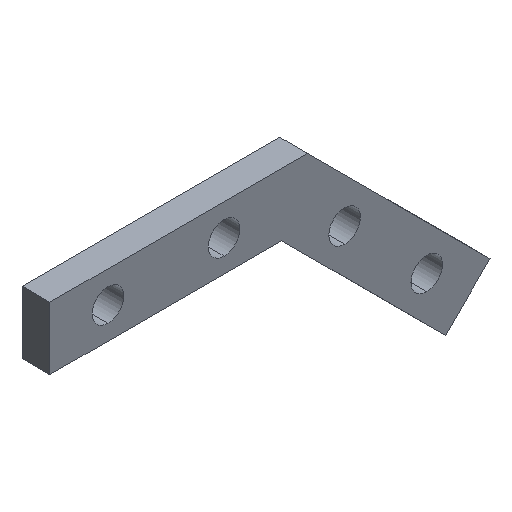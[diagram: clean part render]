
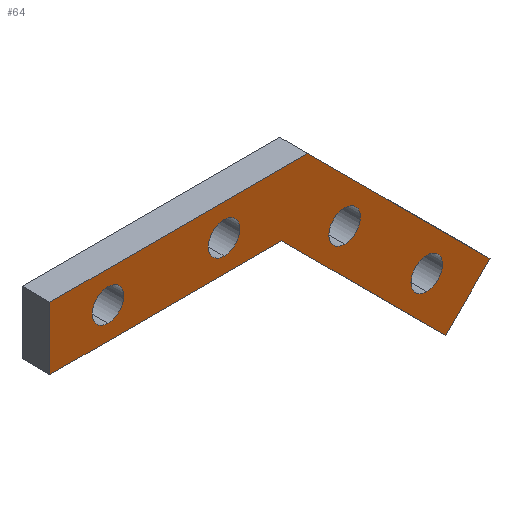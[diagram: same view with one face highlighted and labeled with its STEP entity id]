
A CAD part, isometric view. The second image highlights one B-rep face of the part: STEP entity #64.
In plain terms, the highlighted planar face has unit normal (0, -1, 0).
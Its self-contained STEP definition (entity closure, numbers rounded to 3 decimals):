
#9 = ORIENTED_EDGE ( 'NONE', *, *, #195, .T. ) ;
#10 = ORIENTED_EDGE ( 'NONE', *, *, #158, .F. ) ;
#12 = ORIENTED_EDGE ( 'NONE', *, *, #168, .F. ) ;
#14 = ORIENTED_EDGE ( 'NONE', *, *, #42, .F. ) ;
#19 = EDGE_CURVE ( 'NONE', #94, #96, #209, .T. ) ;
#20 = EDGE_LOOP ( 'NONE', ( #12, #14, #128, #10, #122, #127 ) ) ;
#23 = EDGE_CURVE ( 'NONE', #46, #156, #280, .T. ) ;
#27 = ORIENTED_EDGE ( 'NONE', *, *, #50, .T. ) ;
#33 = ORIENTED_EDGE ( 'NONE', *, *, #19, .T. ) ;
#42 = EDGE_CURVE ( 'NONE', #44, #140, #257, .T. ) ;
#44 = VERTEX_POINT ( 'NONE', #203 ) ;
#46 = VERTEX_POINT ( 'NONE', #202 ) ;
#47 = VERTEX_POINT ( 'NONE', #201 ) ;
#50 = EDGE_CURVE ( 'NONE', #156, #46, #214, .T. ) ;
#52 = EDGE_CURVE ( 'NONE', #57, #103, #255, .T. ) ;
#57 = VERTEX_POINT ( 'NONE', #271 ) ;
#61 = EDGE_CURVE ( 'NONE', #103, #57, #240, .T. ) ;
#63 = EDGE_LOOP ( 'NONE', ( #69, #27 ) ) ;
#64 = ADVANCED_FACE ( 'NONE', ( #267, #224, #220, #222, #311 ), #286, .F. ) ;
#65 = ORIENTED_EDGE ( 'NONE', *, *, #52, .T. ) ;
#66 = ORIENTED_EDGE ( 'NONE', *, *, #67, .T. ) ;
#67 = EDGE_CURVE ( 'NONE', #109, #100, #307, .T. ) ;
#68 = ORIENTED_EDGE ( 'NONE', *, *, #61, .T. ) ;
#69 = ORIENTED_EDGE ( 'NONE', *, *, #23, .T. ) ;
#70 = ORIENTED_EDGE ( 'NONE', *, *, #101, .T. ) ;
#74 = EDGE_LOOP ( 'NONE', ( #66, #70 ) ) ;
#80 = EDGE_LOOP ( 'NONE', ( #68, #65 ) ) ;
#92 = VERTEX_POINT ( 'NONE', #321 ) ;
#94 = VERTEX_POINT ( 'NONE', #353 ) ;
#96 = VERTEX_POINT ( 'NONE', #351 ) ;
#100 = VERTEX_POINT ( 'NONE', #338 ) ;
#101 = EDGE_CURVE ( 'NONE', #100, #109, #344, .T. ) ;
#103 = VERTEX_POINT ( 'NONE', #343 ) ;
#109 = VERTEX_POINT ( 'NONE', #377 ) ;
#120 = EDGE_LOOP ( 'NONE', ( #33, #9 ) ) ;
#122 = ORIENTED_EDGE ( 'NONE', *, *, #172, .F. ) ;
#127 = ORIENTED_EDGE ( 'NONE', *, *, #179, .F. ) ;
#128 = ORIENTED_EDGE ( 'NONE', *, *, #132, .F. ) ;
#132 = EDGE_CURVE ( 'NONE', #159, #44, #440, .T. ) ;
#140 = VERTEX_POINT ( 'NONE', #477 ) ;
#156 = VERTEX_POINT ( 'NONE', #439 ) ;
#158 = EDGE_CURVE ( 'NONE', #182, #159, #501, .T. ) ;
#159 = VERTEX_POINT ( 'NONE', #452 ) ;
#168 = EDGE_CURVE ( 'NONE', #140, #47, #426, .T. ) ;
#172 = EDGE_CURVE ( 'NONE', #92, #182, #510, .T. ) ;
#179 = EDGE_CURVE ( 'NONE', #47, #92, #401, .T. ) ;
#182 = VERTEX_POINT ( 'NONE', #409 ) ;
#195 = EDGE_CURVE ( 'NONE', #96, #94, #521, .T. ) ;
#199 = DIRECTION ( 'NONE',  ( 0., 1., 0. ) ) ;
#201 = CARTESIAN_POINT ( 'NONE',  ( 39.244, 0., -39.244 ) ) ;
#202 = CARTESIAN_POINT ( 'NONE',  ( 7.955, 0., -14.101 ) ) ;
#203 = CARTESIAN_POINT ( 'NONE',  ( -55.5, 0., 0. ) ) ;
#204 = DIRECTION ( 'NONE',  ( 1., 0., 0. ) ) ;
#205 = VECTOR ( 'NONE', #204, 1000. ) ;
#206 = CARTESIAN_POINT ( 'NONE',  ( 0., 0., 0. ) ) ;
#209 = CIRCLE ( 'NONE', #249, 3.4 ) ;
#214 = CIRCLE ( 'NONE', #288, 3.4 ) ;
#217 = DIRECTION ( 'NONE',  ( 0., 0., 1. ) ) ;
#218 = DIRECTION ( 'NONE',  ( 0., 1., 0. ) ) ;
#219 = CARTESIAN_POINT ( 'NONE',  ( -43., 0., -6.75 ) ) ;
#220 = FACE_BOUND ( 'NONE', #63, .T. ) ;
#221 = AXIS2_PLACEMENT_3D ( 'NONE', #310, #299, #298 ) ;
#222 = FACE_BOUND ( 'NONE', #120, .T. ) ;
#223 = AXIS2_PLACEMENT_3D ( 'NONE', #219, #218, #217 ) ;
#224 = FACE_BOUND ( 'NONE', #74, .T. ) ;
#230 = CARTESIAN_POINT ( 'NONE',  ( 7.955, 0., -17.501 ) ) ;
#237 = AXIS2_PLACEMENT_3D ( 'NONE', #305, #304, #303 ) ;
#240 = CIRCLE ( 'NONE', #223, 3.4 ) ;
#246 = DIRECTION ( 'NONE',  ( 0., 0., 1. ) ) ;
#247 = DIRECTION ( 'NONE',  ( 0., 1., 0. ) ) ;
#248 = CARTESIAN_POINT ( 'NONE',  ( 25.633, 0., -35.179 ) ) ;
#249 = AXIS2_PLACEMENT_3D ( 'NONE', #248, #247, #246 ) ;
#255 = CIRCLE ( 'NONE', #289, 3.4 ) ;
#257 = LINE ( 'NONE', #206, #205 ) ;
#267 = FACE_BOUND ( 'NONE', #80, .T. ) ;
#268 = DIRECTION ( 'NONE',  ( 0., 0., 1. ) ) ;
#269 = DIRECTION ( 'NONE',  ( 0., 1., 0. ) ) ;
#270 = CARTESIAN_POINT ( 'NONE',  ( -43., 0., -6.75 ) ) ;
#271 = CARTESIAN_POINT ( 'NONE',  ( -43., 0., -10.15 ) ) ;
#276 = DIRECTION ( 'NONE',  ( 0., 0., 1. ) ) ;
#277 = DIRECTION ( 'NONE',  ( 0., 1., 0. ) ) ;
#278 = CARTESIAN_POINT ( 'NONE',  ( 7.955, 0., -17.501 ) ) ;
#279 = AXIS2_PLACEMENT_3D ( 'NONE', #278, #277, #276 ) ;
#280 = CIRCLE ( 'NONE', #279, 3.4 ) ;
#286 = PLANE ( 'NONE',  #237 ) ;
#287 = DIRECTION ( 'NONE',  ( 0., 0., 1. ) ) ;
#288 = AXIS2_PLACEMENT_3D ( 'NONE', #230, #199, #287 ) ;
#289 = AXIS2_PLACEMENT_3D ( 'NONE', #270, #269, #268 ) ;
#298 = DIRECTION ( 'NONE',  ( 0., 0., 1. ) ) ;
#299 = DIRECTION ( 'NONE',  ( 0., 1., 0. ) ) ;
#303 = DIRECTION ( 'NONE',  ( 0., 0., 1. ) ) ;
#304 = DIRECTION ( 'NONE',  ( 0., 1., 0. ) ) ;
#305 = CARTESIAN_POINT ( 'NONE',  ( 39.244, 0., -39.244 ) ) ;
#307 = CIRCLE ( 'NONE', #221, 3.4 ) ;
#310 = CARTESIAN_POINT ( 'NONE',  ( -18., 0., -6.75 ) ) ;
#311 = FACE_OUTER_BOUND ( 'NONE', #20, .T. ) ;
#321 = CARTESIAN_POINT ( 'NONE',  ( 29.698, 0., -48.79 ) ) ;
#337 = CARTESIAN_POINT ( 'NONE',  ( -18., 0., -6.75 ) ) ;
#338 = CARTESIAN_POINT ( 'NONE',  ( -18., 0., -10.15 ) ) ;
#343 = CARTESIAN_POINT ( 'NONE',  ( -43., 0., -3.35 ) ) ;
#344 = CIRCLE ( 'NONE', #356, 3.4 ) ;
#350 = DIRECTION ( 'NONE',  ( 0., 0., 1. ) ) ;
#351 = CARTESIAN_POINT ( 'NONE',  ( 25.633, 0., -38.579 ) ) ;
#353 = CARTESIAN_POINT ( 'NONE',  ( 25.633, 0., -31.779 ) ) ;
#355 = DIRECTION ( 'NONE',  ( 0., 1., 0. ) ) ;
#356 = AXIS2_PLACEMENT_3D ( 'NONE', #337, #355, #350 ) ;
#377 = CARTESIAN_POINT ( 'NONE',  ( -18., 0., -3.35 ) ) ;
#401 = LINE ( 'NONE', #404, #436 ) ;
#403 = AXIS2_PLACEMENT_3D ( 'NONE', #430, #486, #485 ) ;
#404 = CARTESIAN_POINT ( 'NONE',  ( 29.698, 0., -48.79 ) ) ;
#409 = CARTESIAN_POINT ( 'NONE',  ( -5.592, 0., -13.5 ) ) ;
#416 = CARTESIAN_POINT ( 'NONE',  ( -5.592, 0., -13.5 ) ) ;
#418 = DIRECTION ( 'NONE',  ( -0.707, 0., -0.707 ) ) ;
#423 = DIRECTION ( 'NONE',  ( 0.707, 0., -0.707 ) ) ;
#424 = VECTOR ( 'NONE', #423, 1000. ) ;
#425 = CARTESIAN_POINT ( 'NONE',  ( 39.244, 0., -39.244 ) ) ;
#426 = LINE ( 'NONE', #425, #424 ) ;
#430 = CARTESIAN_POINT ( 'NONE',  ( 25.633, 0., -35.179 ) ) ;
#436 = VECTOR ( 'NONE', #418, 1000. ) ;
#437 = VECTOR ( 'NONE', #536, 1000. ) ;
#439 = CARTESIAN_POINT ( 'NONE',  ( 7.955, 0., -20.901 ) ) ;
#440 = LINE ( 'NONE', #527, #437 ) ;
#452 = CARTESIAN_POINT ( 'NONE',  ( -55.5, 0., -13.5 ) ) ;
#477 = CARTESIAN_POINT ( 'NONE',  ( 0., 0., 0. ) ) ;
#485 = DIRECTION ( 'NONE',  ( 0., 0., 1. ) ) ;
#486 = DIRECTION ( 'NONE',  ( 0., 1., 0. ) ) ;
#498 = DIRECTION ( 'NONE',  ( -1., 0., 0. ) ) ;
#499 = VECTOR ( 'NONE', #498, 1000. ) ;
#500 = CARTESIAN_POINT ( 'NONE',  ( -55.5, 0., -13.5 ) ) ;
#501 = LINE ( 'NONE', #500, #499 ) ;
#508 = DIRECTION ( 'NONE',  ( -0.707, 0., 0.707 ) ) ;
#509 = VECTOR ( 'NONE', #508, 1000. ) ;
#510 = LINE ( 'NONE', #416, #509 ) ;
#521 = CIRCLE ( 'NONE', #403, 3.4 ) ;
#527 = CARTESIAN_POINT ( 'NONE',  ( -55.5, 0., 0. ) ) ;
#536 = DIRECTION ( 'NONE',  ( 0., 0., 1. ) ) ;
